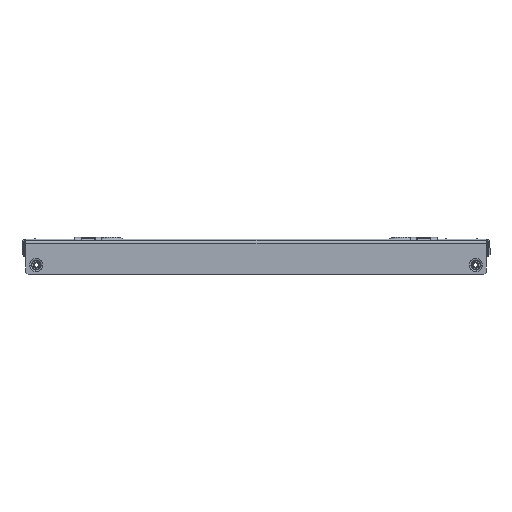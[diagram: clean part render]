
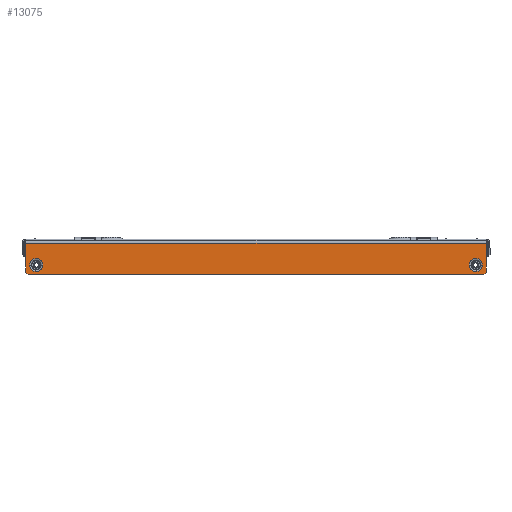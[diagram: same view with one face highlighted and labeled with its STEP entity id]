
A CAD part, left-side view. The second image highlights one B-rep face of the part: STEP entity #13075.
In plain terms, the highlighted planar face has unit normal (-1, 0, 0).
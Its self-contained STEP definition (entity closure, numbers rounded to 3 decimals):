
#460 = CIRCLE ( 'NONE', #4100, 7.299 ) ;
#557 = EDGE_CURVE ( 'NONE', #16548, #9341, #14596, .T. ) ;
#734 = DIRECTION ( 'NONE',  ( 0., 1., 0. ) ) ;
#788 = VECTOR ( 'NONE', #16297, 1000. ) ;
#851 = VECTOR ( 'NONE', #12453, 1000. ) ;
#1069 = VERTEX_POINT ( 'NONE', #2437 ) ;
#1105 = PLANE ( 'NONE',  #12588 ) ;
#1176 = CARTESIAN_POINT ( 'NONE',  ( -11.5, -256.299, -26.5 ) ) ;
#1658 = CARTESIAN_POINT ( 'NONE',  ( -11.5, -261., -37.5 ) ) ;
#1980 = CIRCLE ( 'NONE', #14095, 7.299 ) ;
#2139 = ORIENTED_EDGE ( 'NONE', *, *, #557, .T. ) ;
#2345 = EDGE_LOOP ( 'NONE', ( #15245, #11722 ) ) ;
#2437 = CARTESIAN_POINT ( 'NONE',  ( -11.5, 241.701, -26.5 ) ) ;
#2504 = EDGE_LOOP ( 'NONE', ( #5850, #7765, #5099, #6835, #13803, #2139 ) ) ;
#2650 = CARTESIAN_POINT ( 'NONE',  ( -11.5, -261., -34.5 ) ) ;
#2759 = EDGE_LOOP ( 'NONE', ( #14701, #17229 ) ) ;
#2802 = EDGE_CURVE ( 'NONE', #16868, #7367, #5076, .T. ) ;
#2888 = CARTESIAN_POINT ( 'NONE',  ( -11.5, 256.299, -26.5 ) ) ;
#2990 = CARTESIAN_POINT ( 'NONE',  ( -11.5, 261., -34.5 ) ) ;
#3171 = AXIS2_PLACEMENT_3D ( 'NONE', #11674, #7432, #734 ) ;
#3274 = VECTOR ( 'NONE', #12288, 1000. ) ;
#3475 = CARTESIAN_POINT ( 'NONE',  ( -11.5, -241.701, -26.5 ) ) ;
#3543 = AXIS2_PLACEMENT_3D ( 'NONE', #11104, #3815, #13436 ) ;
#3815 = DIRECTION ( 'NONE',  ( -1., 0., 0. ) ) ;
#4100 = AXIS2_PLACEMENT_3D ( 'NONE', #16753, #12713, #5774 ) ;
#4130 = EDGE_CURVE ( 'NONE', #5123, #11912, #17543, .T. ) ;
#4725 = LINE ( 'NONE', #1658, #10664 ) ;
#4818 = CIRCLE ( 'NONE', #3171, 7.299 ) ;
#5076 = CIRCLE ( 'NONE', #3543, 7.299 ) ;
#5099 = ORIENTED_EDGE ( 'NONE', *, *, #6849, .T. ) ;
#5123 = VERTEX_POINT ( 'NONE', #11524 ) ;
#5215 = CARTESIAN_POINT ( 'NONE',  ( -11.5, 258., -37.5 ) ) ;
#5355 = DIRECTION ( 'NONE',  ( 1., 0., 0. ) ) ;
#5774 = DIRECTION ( 'NONE',  ( 0., 1., 0. ) ) ;
#5850 = ORIENTED_EDGE ( 'NONE', *, *, #14658, .T. ) ;
#6078 = EDGE_CURVE ( 'NONE', #17275, #11555, #13585, .T. ) ;
#6363 = CARTESIAN_POINT ( 'NONE',  ( -11.5, -261., -1.879 ) ) ;
#6761 = DIRECTION ( 'NONE',  ( 0., -1., 0. ) ) ;
#6835 = ORIENTED_EDGE ( 'NONE', *, *, #6078, .F. ) ;
#6849 = EDGE_CURVE ( 'NONE', #11912, #11555, #8937, .T. ) ;
#6913 = CARTESIAN_POINT ( 'NONE',  ( -11.5, 261., 0. ) ) ;
#6982 = EDGE_CURVE ( 'NONE', #17275, #16548, #15095, .T. ) ;
#7367 = VERTEX_POINT ( 'NONE', #1176 ) ;
#7432 = DIRECTION ( 'NONE',  ( 1., 0., 0. ) ) ;
#7765 = ORIENTED_EDGE ( 'NONE', *, *, #4130, .T. ) ;
#8937 = LINE ( 'NONE', #18007, #851 ) ;
#9341 = VERTEX_POINT ( 'NONE', #5215 ) ;
#9513 = DIRECTION ( 'NONE',  ( -1., 0., 0. ) ) ;
#9562 = FACE_BOUND ( 'NONE', #2345, .T. ) ;
#9577 = CARTESIAN_POINT ( 'NONE',  ( -11.5, -249., -26.5 ) ) ;
#9702 = DIRECTION ( 'NONE',  ( 0., 0., -1. ) ) ;
#10622 = EDGE_CURVE ( 'NONE', #7367, #16868, #1980, .T. ) ;
#10662 = CARTESIAN_POINT ( 'NONE',  ( -11.5, 258., -37.5 ) ) ;
#10664 = VECTOR ( 'NONE', #17089, 1000. ) ;
#10937 = EDGE_CURVE ( 'NONE', #14484, #1069, #4818, .T. ) ;
#11104 = CARTESIAN_POINT ( 'NONE',  ( -11.5, -249., -26.5 ) ) ;
#11283 = EDGE_CURVE ( 'NONE', #1069, #14484, #460, .T. ) ;
#11410 = CARTESIAN_POINT ( 'NONE',  ( -11.5, 261., -1.879 ) ) ;
#11524 = CARTESIAN_POINT ( 'NONE',  ( -11.5, -258., -37.5 ) ) ;
#11555 = VERTEX_POINT ( 'NONE', #6363 ) ;
#11674 = CARTESIAN_POINT ( 'NONE',  ( -11.5, 249., -26.5 ) ) ;
#11722 = ORIENTED_EDGE ( 'NONE', *, *, #2802, .F. ) ;
#11912 = VERTEX_POINT ( 'NONE', #2650 ) ;
#11989 = FACE_BOUND ( 'NONE', #2759, .T. ) ;
#12288 = DIRECTION ( 'NONE',  ( 0., -1., 0. ) ) ;
#12438 = FACE_OUTER_BOUND ( 'NONE', #2504, .T. ) ;
#12453 = DIRECTION ( 'NONE',  ( 0., 0., 1. ) ) ;
#12588 = AXIS2_PLACEMENT_3D ( 'NONE', #16704, #5355, #9702 ) ;
#12713 = DIRECTION ( 'NONE',  ( 1., 0., 0. ) ) ;
#13075 = ADVANCED_FACE ( 'NONE', ( #12438, #11989, #9562 ), #1105, .F. ) ;
#13436 = DIRECTION ( 'NONE',  ( 0., -1., 0. ) ) ;
#13585 = LINE ( 'NONE', #15063, #3274 ) ;
#13803 = ORIENTED_EDGE ( 'NONE', *, *, #6982, .T. ) ;
#14095 = AXIS2_PLACEMENT_3D ( 'NONE', #9577, #9513, #6761 ) ;
#14484 = VERTEX_POINT ( 'NONE', #2888 ) ;
#14596 = LINE ( 'NONE', #10662, #788 ) ;
#14658 = EDGE_CURVE ( 'NONE', #9341, #5123, #4725, .T. ) ;
#14701 = ORIENTED_EDGE ( 'NONE', *, *, #10937, .T. ) ;
#15063 = CARTESIAN_POINT ( 'NONE',  ( -11.5, -261., -1.879 ) ) ;
#15095 = LINE ( 'NONE', #6913, #17475 ) ;
#15113 = CARTESIAN_POINT ( 'NONE',  ( -11.5, -261., -34.5 ) ) ;
#15245 = ORIENTED_EDGE ( 'NONE', *, *, #10622, .F. ) ;
#16297 = DIRECTION ( 'NONE',  ( 0., -0.707, -0.707 ) ) ;
#16451 = VECTOR ( 'NONE', #17729, 1000. ) ;
#16548 = VERTEX_POINT ( 'NONE', #2990 ) ;
#16704 = CARTESIAN_POINT ( 'NONE',  ( -11.5, -261., 0. ) ) ;
#16753 = CARTESIAN_POINT ( 'NONE',  ( -11.5, 249., -26.5 ) ) ;
#16792 = DIRECTION ( 'NONE',  ( 0., 0., -1. ) ) ;
#16868 = VERTEX_POINT ( 'NONE', #3475 ) ;
#17089 = DIRECTION ( 'NONE',  ( 0., -1., 0. ) ) ;
#17229 = ORIENTED_EDGE ( 'NONE', *, *, #11283, .T. ) ;
#17275 = VERTEX_POINT ( 'NONE', #11410 ) ;
#17475 = VECTOR ( 'NONE', #16792, 1000. ) ;
#17543 = LINE ( 'NONE', #15113, #16451 ) ;
#17729 = DIRECTION ( 'NONE',  ( 0., -0.707, 0.707 ) ) ;
#18007 = CARTESIAN_POINT ( 'NONE',  ( -11.5, -261., 0. ) ) ;
